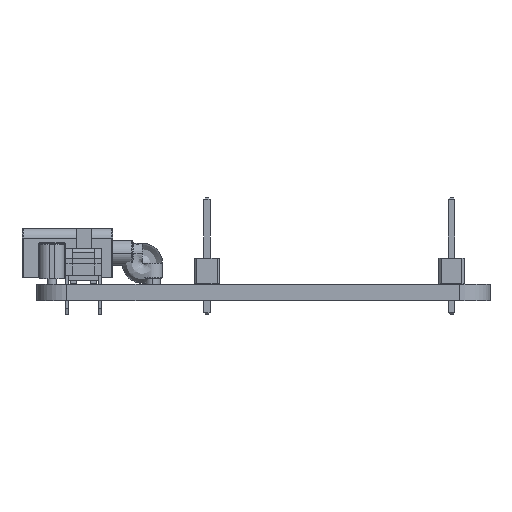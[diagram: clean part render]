
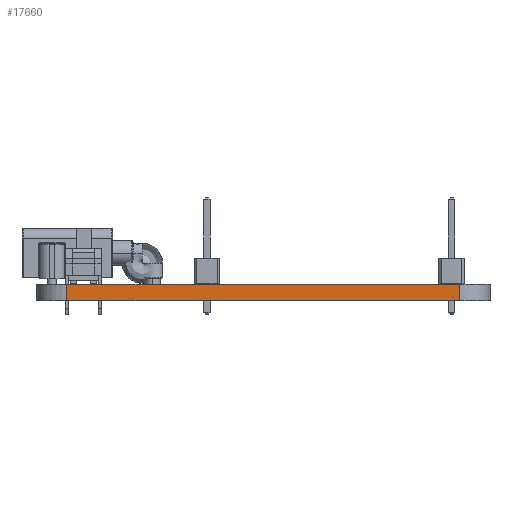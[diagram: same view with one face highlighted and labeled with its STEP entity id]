
A CAD part, left-side view. The second image highlights one B-rep face of the part: STEP entity #17660.
In plain terms, the highlighted planar face has unit normal (-1, 0, 0).
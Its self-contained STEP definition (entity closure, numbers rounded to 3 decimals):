
#15852 = VERTEX_POINT('',#15853);
#15853 = CARTESIAN_POINT('',(104.,-107.,0.));
#15860 = EDGE_CURVE('',#15852,#15861,#15863,.T.);
#15861 = VERTEX_POINT('',#15862);
#15862 = CARTESIAN_POINT('',(104.,-68.,0.));
#15863 = LINE('',#15864,#15865);
#15864 = CARTESIAN_POINT('',(104.,-107.,0.));
#15865 = VECTOR('',#15866,1.);
#15866 = DIRECTION('',(0.,1.,0.));
#16751 = VERTEX_POINT('',#16752);
#16752 = CARTESIAN_POINT('',(104.,-107.,1.6));
#16759 = EDGE_CURVE('',#16751,#16760,#16762,.T.);
#16760 = VERTEX_POINT('',#16761);
#16761 = CARTESIAN_POINT('',(104.,-68.,1.6));
#16762 = LINE('',#16763,#16764);
#16763 = CARTESIAN_POINT('',(104.,-107.,1.6));
#16764 = VECTOR('',#16765,1.);
#16765 = DIRECTION('',(0.,1.,0.));
#17630 = EDGE_CURVE('',#15861,#16760,#17631,.T.);
#17631 = LINE('',#17632,#17633);
#17632 = CARTESIAN_POINT('',(104.,-68.,0.));
#17633 = VECTOR('',#17634,1.);
#17634 = DIRECTION('',(0.,0.,1.));
#17660 = ADVANCED_FACE('',(#17661),#17672,.T.);
#17661 = FACE_BOUND('',#17662,.T.);
#17662 = EDGE_LOOP('',(#17663,#17669,#17670,#17671));
#17663 = ORIENTED_EDGE('',*,*,#17664,.T.);
#17664 = EDGE_CURVE('',#15852,#16751,#17665,.T.);
#17665 = LINE('',#17666,#17667);
#17666 = CARTESIAN_POINT('',(104.,-107.,0.));
#17667 = VECTOR('',#17668,1.);
#17668 = DIRECTION('',(0.,0.,1.));
#17669 = ORIENTED_EDGE('',*,*,#16759,.T.);
#17670 = ORIENTED_EDGE('',*,*,#17630,.F.);
#17671 = ORIENTED_EDGE('',*,*,#15860,.F.);
#17672 = PLANE('',#17673);
#17673 = AXIS2_PLACEMENT_3D('',#17674,#17675,#17676);
#17674 = CARTESIAN_POINT('',(104.,-107.,0.));
#17675 = DIRECTION('',(-1.,0.,0.));
#17676 = DIRECTION('',(0.,1.,0.));
